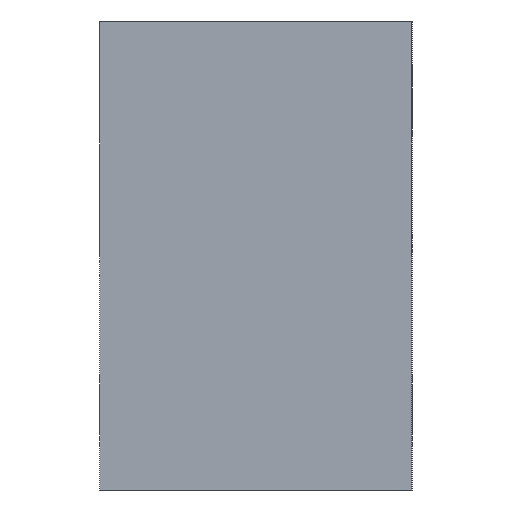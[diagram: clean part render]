
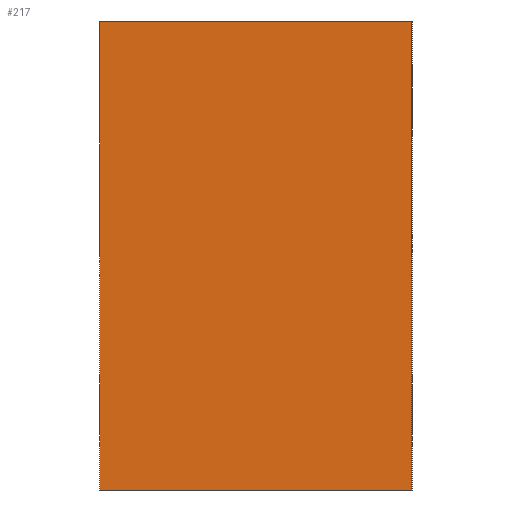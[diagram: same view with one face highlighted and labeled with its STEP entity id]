
A CAD part, left-side view. The second image highlights one B-rep face of the part: STEP entity #217.
In plain terms, the highlighted planar face has unit normal (-1, 0, 0).
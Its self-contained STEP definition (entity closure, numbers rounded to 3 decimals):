
#5 = DIRECTION ( 'NONE',  ( 1., 0., 0. ) ) ;
#19 = DIRECTION ( 'NONE',  ( 0., -1., 0. ) ) ;
#53 = DIRECTION ( 'NONE',  ( 0., 0., -1. ) ) ;
#59 = CARTESIAN_POINT ( 'NONE',  ( 0., 50.8, -76.2 ) ) ;
#67 = CARTESIAN_POINT ( 'NONE',  ( 0., 50.8, 0. ) ) ;
#75 = VERTEX_POINT ( 'NONE', #145 ) ;
#86 = CARTESIAN_POINT ( 'NONE',  ( 0., 0., 0. ) ) ;
#87 = PLANE ( 'NONE',  #185 ) ;
#91 = CARTESIAN_POINT ( 'NONE',  ( 0., 50.8, -76.2 ) ) ;
#98 = CARTESIAN_POINT ( 'NONE',  ( 0., 50.8, 0. ) ) ;
#120 = VERTEX_POINT ( 'NONE', #59 ) ;
#125 = VERTEX_POINT ( 'NONE', #86 ) ;
#126 = VERTEX_POINT ( 'NONE', #67 ) ;
#145 = CARTESIAN_POINT ( 'NONE',  ( 0., 0., -76.2 ) ) ;
#185 = AXIS2_PLACEMENT_3D ( 'NONE', #98, #5, #53 ) ;
#217 = ADVANCED_FACE ( 'NONE', ( #329 ), #87, .F. ) ;
#226 = VECTOR ( 'NONE', #687, 1000. ) ;
#262 = VECTOR ( 'NONE', #19, 1000. ) ;
#306 = LINE ( 'NONE', #91, #262 ) ;
#329 = FACE_OUTER_BOUND ( 'NONE', #400, .T. ) ;
#349 = ORIENTED_EDGE ( 'NONE', *, *, #549, .F. ) ;
#364 = ORIENTED_EDGE ( 'NONE', *, *, #566, .F. ) ;
#376 = LINE ( 'NONE', #628, #506 ) ;
#383 = VECTOR ( 'NONE', #692, 1000. ) ;
#400 = EDGE_LOOP ( 'NONE', ( #401, #364, #349, #503 ) ) ;
#401 = ORIENTED_EDGE ( 'NONE', *, *, #544, .T. ) ;
#477 = LINE ( 'NONE', #621, #383 ) ;
#478 = LINE ( 'NONE', #689, #226 ) ;
#503 = ORIENTED_EDGE ( 'NONE', *, *, #534, .T. ) ;
#506 = VECTOR ( 'NONE', #608, 1000. ) ;
#534 = EDGE_CURVE ( 'NONE', #120, #75, #306, .T. ) ;
#544 = EDGE_CURVE ( 'NONE', #75, #125, #376, .T. ) ;
#549 = EDGE_CURVE ( 'NONE', #120, #126, #477, .T. ) ;
#566 = EDGE_CURVE ( 'NONE', #126, #125, #478, .T. ) ;
#608 = DIRECTION ( 'NONE',  ( 0., 0., 1. ) ) ;
#621 = CARTESIAN_POINT ( 'NONE',  ( 0., 50.8, 0. ) ) ;
#628 = CARTESIAN_POINT ( 'NONE',  ( 0., 0., 0. ) ) ;
#687 = DIRECTION ( 'NONE',  ( 0., -1., 0. ) ) ;
#689 = CARTESIAN_POINT ( 'NONE',  ( 0., 50.8, 0. ) ) ;
#692 = DIRECTION ( 'NONE',  ( 0., 0., 1. ) ) ;
